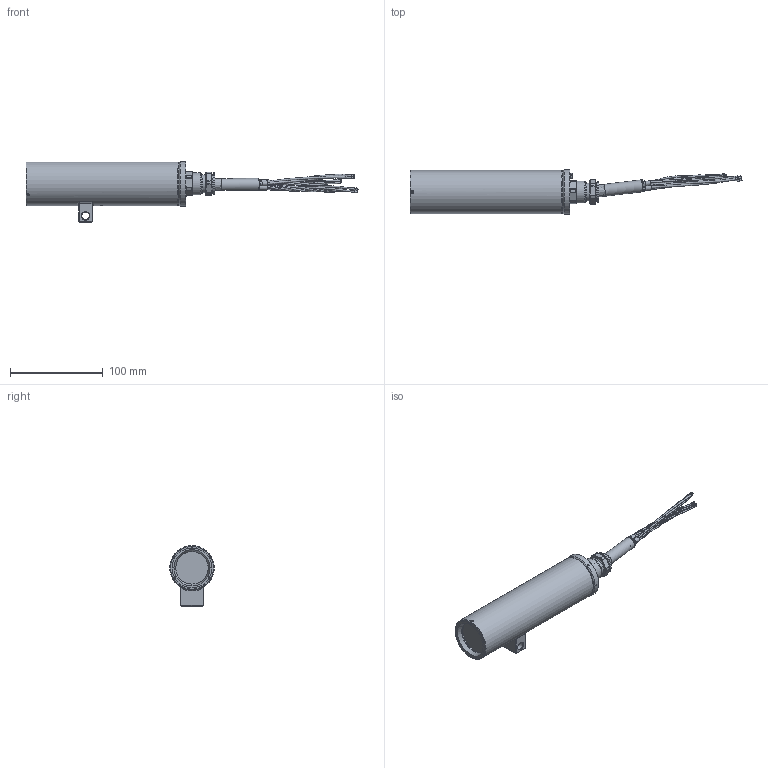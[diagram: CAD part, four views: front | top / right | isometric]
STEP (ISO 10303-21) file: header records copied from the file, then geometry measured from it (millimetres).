
FILE_DESCRIPTION(/* description */ (''),/* implementation_level */ '2;1');
FILE_NAME(/* name */ 'ExCam XI80_T08-VA0.4.K1.GER-N.N-005.N-P-0XX.stp',/* time_stamp */ '2022-01-03T12:34:05+01:00',/* author */ ('Thiemo Gruber'),/* organization */ (''),/* preprocessor_version */ 'ST-DEVELOPER v18.1',/* originating_system */ 'Autodesk Inventor 2022',/* authorisation */ '');
FILE_SCHEMA (('AUTOMOTIVE_DESIGN { 1 0 10303 214 3 1 1 }'));
Length unit declared in the file: inch
Products named in the file (28): ExCam Xi80_(22-01-03)_(CUSTOMER); T07_VA0.1.K1.BOR_rev.00_vers.03; T07_VA0.4.R_bare_rev.03 (temp); T07_VA0.4.R_bare_rev.03 (temp)_1; T07_VA0.4.R_bare_rev.02; VA1.2.R_Nocke (M8)_rev.00; T07_VA0.x.K1_bare_rev.00; T07_VA0.x Gylon Dichtung_rev.00; T07_VA0.x.BOR_compound; Silikonpufferring_rev.03; Silikonpassring_rev.01; Germaniumglas_40x10_rev.01; T07_VA0.x.BOR_Passring_bare_rev.05; Erdungsschraube_VA0.x; DIN 84 - M3 x 4; DIN 433 - 3,2; VA0.x Gehäuseschraubengarnitur; ISO 4762  - M3 x 10; DIN 128 - A3; DIN 913 - M3 x 3; CAPRI ADE 1F2 Cap.06 M20_(HS.1LA00841); CAPRI ADE 1F2 Cap.06 M20_(HS.1LA00841)_1; CAP 806 605 V1; O-Ring Cap.06; Silikon Elastomer CAP 806605 V1; KLE Gummieinsatz M20_(Silikon); SKDP03-T_(XI80)_konfektioniert_(CUSTOMER); SKDP03-T_(Xi80)_003
Assembly tree (35 placements, depth 4):
  ExCam Xi80_(22-01-03)_(CUSTOMER)
    T07_VA0.1.K1.BOR_rev.00_vers.03
      T07_VA0.4.R_bare_rev.03 (temp)
        T07_VA0.4.R_bare_rev.03 (temp)_1
        T07_VA0.4.R_bare_rev.02
        VA1.2.R_Nocke (M8)_rev.00
      T07_VA0.x.K1_bare_rev.00
      T07_VA0.x Gylon Dichtung_rev.00
      T07_VA0.x.BOR_compound
      Silikonpufferring_rev.03
      Silikonpassring_rev.01
      Germaniumglas_40x10_rev.01
      T07_VA0.x.BOR_Passring_bare_rev.05
      Erdungsschraube_VA0.x
        DIN 84 - M3 x 4
        DIN 128 - A3
        DIN 433 - 3,2
      VA0.x Gehäuseschraubengarnitur  x6
        ISO 4762  - M3 x 10
        DIN 128 - A3
      DIN 913 - M3 x 3  x3
    CAPRI ADE 1F2 Cap.06 M20_(HS.1LA00841)
      CAPRI ADE 1F2 Cap.06 M20_(HS.1LA00841)_1
      CAP 806 605 V1
      O-Ring Cap.06
      Silikon Elastomer CAP 806605 V1
    KLE Gummieinsatz M20_(Silikon)
    SKDP03-T_(XI80)_konfektioniert_(CUSTOMER)
      SKDP03-T_(Xi80)_003
Bounding box: 358.05 x 48 x 65.5 mm (x, y, z)
Volume: 118439.4 mm3; surface area: 98356.7 mm2
Topology: 35 solids, 35 shells, 1378 faces, 3403 edges, 2139 vertices
Faces by surface type: bspline 433, plane 369, cylinder 277, torus 151, cone 145, sphere 3
Full cylindrical faces by diameter (mm): 0.4 x1, 0.57 x4, 1.4 x3, 1.5 x13, 2 x3, 2.459 x16, 2.5 x6, 2.729 x1, 2.8 x3, 3 x10, 3.2 x1, 3.4 x6, 4.8 x2, 5 x2, 5.081 x1, 5.5 x6, 5.8 x1, 6 x2, 6.5 x6, 8.1 x1, 9.2 x1, 12.9 x1, 16 x1, 16.14 x1, 16.22 x1, 16.4 x1, 16.41 x1, 16.94 x1, 17.48 x1, 17.9 x1
Entity records: 51184 total; most frequent: CARTESIAN_POINT 22868, ORIENTED_EDGE 5978, DIRECTION 4796, EDGE_CURVE 2989, AXIS2_PLACEMENT_3D 1906, VERTEX_POINT 1885, EDGE_LOOP 1384, FACE_OUTER_BOUND 1219
